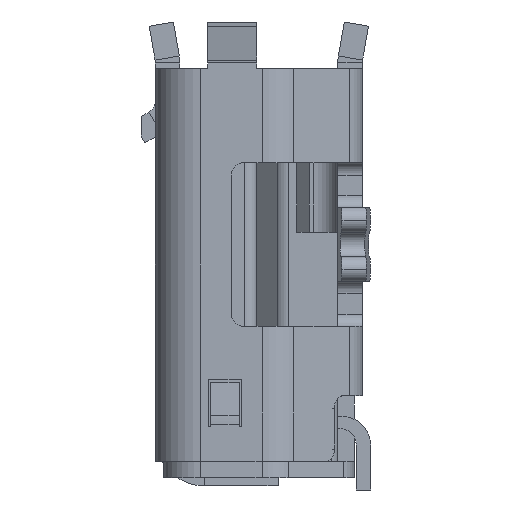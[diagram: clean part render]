
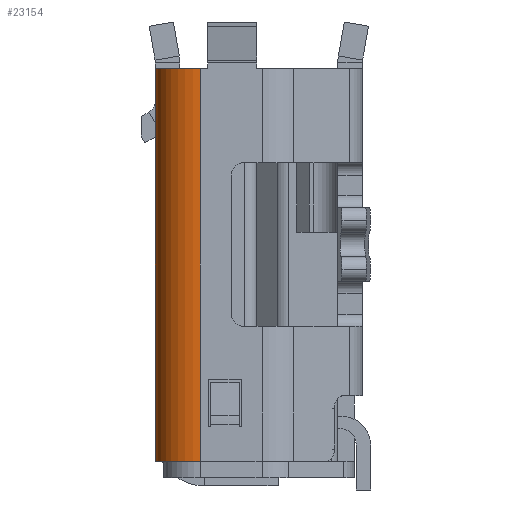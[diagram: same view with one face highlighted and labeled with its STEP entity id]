
A CAD part, left-side view. The second image highlights one B-rep face of the part: STEP entity #23154.
In plain terms, the highlighted cylindrical face has radius 0.55 mm (diameter 1.1 mm), a partial arc.
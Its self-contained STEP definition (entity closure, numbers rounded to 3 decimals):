
#731 = CYLINDRICAL_SURFACE ( 'NONE', #10084, 0.55 ) ;
#1828 = LINE ( 'NONE', #2065, #22598 ) ;
#2065 = CARTESIAN_POINT ( 'NONE',  ( -6.675, 2.08, -2.51 ) ) ;
#2201 = CIRCLE ( 'NONE', #6648, 0.55 ) ;
#3058 = CARTESIAN_POINT ( 'NONE',  ( -6.675, 2.08, -2.51 ) ) ;
#3491 = ORIENTED_EDGE ( 'NONE', *, *, #21451, .F. ) ;
#3720 = EDGE_CURVE ( 'NONE', #7677, #18438, #12175, .T. ) ;
#3807 = CIRCLE ( 'NONE', #15275, 0.55 ) ;
#4017 = DIRECTION ( 'NONE',  ( 0., 0., 1. ) ) ;
#4186 = EDGE_CURVE ( 'NONE', #20540, #14927, #1828, .T. ) ;
#5253 = CARTESIAN_POINT ( 'NONE',  ( -6.125, 2.63, 2.29 ) ) ;
#5714 = CARTESIAN_POINT ( 'NONE',  ( -6.675, 2.08, 2.29 ) ) ;
#6405 = VECTOR ( 'NONE', #20511, 1000. ) ;
#6538 = FACE_OUTER_BOUND ( 'NONE', #8490, .T. ) ;
#6648 = AXIS2_PLACEMENT_3D ( 'NONE', #17940, #23740, #11855 ) ;
#7677 = VERTEX_POINT ( 'NONE', #12978 ) ;
#8490 = EDGE_LOOP ( 'NONE', ( #3491, #13355, #22982, #16890 ) ) ;
#10084 = AXIS2_PLACEMENT_3D ( 'NONE', #14584, #24468, #14760 ) ;
#11855 = DIRECTION ( 'NONE',  ( 1., 0., 0. ) ) ;
#12175 = LINE ( 'NONE', #22502, #6405 ) ;
#12895 = DIRECTION ( 'NONE',  ( 0., 0., 1. ) ) ;
#12978 = CARTESIAN_POINT ( 'NONE',  ( -6.125, 2.63, -2.51 ) ) ;
#13355 = ORIENTED_EDGE ( 'NONE', *, *, #3720, .F. ) ;
#14584 = CARTESIAN_POINT ( 'NONE',  ( -6.125, 2.08, -2.51 ) ) ;
#14760 = DIRECTION ( 'NONE',  ( 1., 0., 0. ) ) ;
#14927 = VERTEX_POINT ( 'NONE', #5714 ) ;
#15275 = AXIS2_PLACEMENT_3D ( 'NONE', #18466, #12895, #24332 ) ;
#16890 = ORIENTED_EDGE ( 'NONE', *, *, #4186, .T. ) ;
#17940 = CARTESIAN_POINT ( 'NONE',  ( -6.125, 2.08, 2.29 ) ) ;
#18438 = VERTEX_POINT ( 'NONE', #5253 ) ;
#18466 = CARTESIAN_POINT ( 'NONE',  ( -6.125, 2.08, -2.51 ) ) ;
#19440 = EDGE_CURVE ( 'NONE', #7677, #20540, #3807, .T. ) ;
#20511 = DIRECTION ( 'NONE',  ( 0., 0., 1. ) ) ;
#20540 = VERTEX_POINT ( 'NONE', #3058 ) ;
#21451 = EDGE_CURVE ( 'NONE', #18438, #14927, #2201, .T. ) ;
#22502 = CARTESIAN_POINT ( 'NONE',  ( -6.125, 2.63, -2.51 ) ) ;
#22598 = VECTOR ( 'NONE', #4017, 1000. ) ;
#22982 = ORIENTED_EDGE ( 'NONE', *, *, #19440, .T. ) ;
#23154 = ADVANCED_FACE ( 'NONE', ( #6538 ), #731, .T. ) ;
#23740 = DIRECTION ( 'NONE',  ( 0., 0., 1. ) ) ;
#24332 = DIRECTION ( 'NONE',  ( 1., 0., 0. ) ) ;
#24468 = DIRECTION ( 'NONE',  ( 0., 0., 1. ) ) ;
